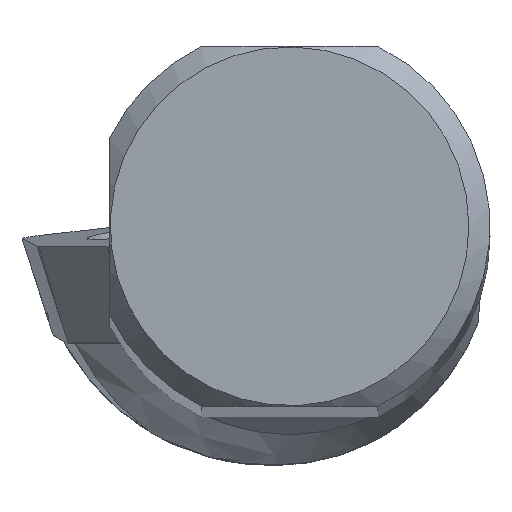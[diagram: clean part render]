
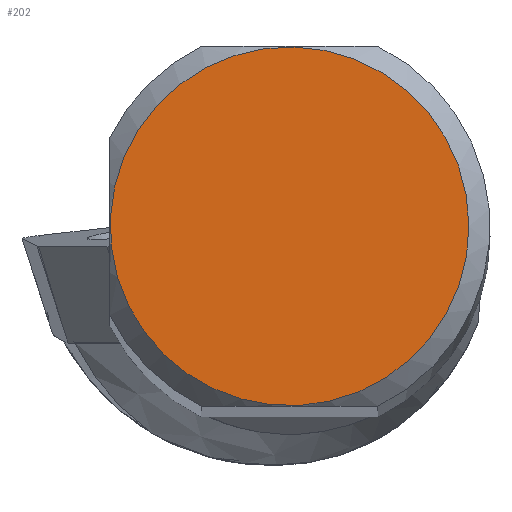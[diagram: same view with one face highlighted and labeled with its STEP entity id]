
A CAD part, top view. The second image highlights one B-rep face of the part: STEP entity #202.
In plain terms, the highlighted planar face has unit normal (0, 0, 1).
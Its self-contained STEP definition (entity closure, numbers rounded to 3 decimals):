
#153=FACE_OUTER_BOUND('',#298,.T.);
#202=ADVANCED_FACE('',(#153),#231,.T.);
#231=PLANE('',#1117);
#298=EDGE_LOOP('',(#496));
#341=CIRCLE('',#1116,4.256);
#496=ORIENTED_EDGE('',*,*,#788,.T.);
#676=VERTEX_POINT('',#1785);
#788=EDGE_CURVE('',#676,#676,#341,.T.);
#1116=AXIS2_PLACEMENT_3D('',#1784,#1323,#1324);
#1117=AXIS2_PLACEMENT_3D('',#1786,#1325,#1326);
#1323=DIRECTION('',(0.,0.,1.));
#1324=DIRECTION('',(1.,0.,0.));
#1325=DIRECTION('',(0.,0.,1.));
#1326=DIRECTION('',(1.,0.,0.));
#1784=CARTESIAN_POINT('',(0.,0.,0.));
#1785=CARTESIAN_POINT('',(4.256,0.,0.));
#1786=CARTESIAN_POINT('',(0.,0.,
0.));
